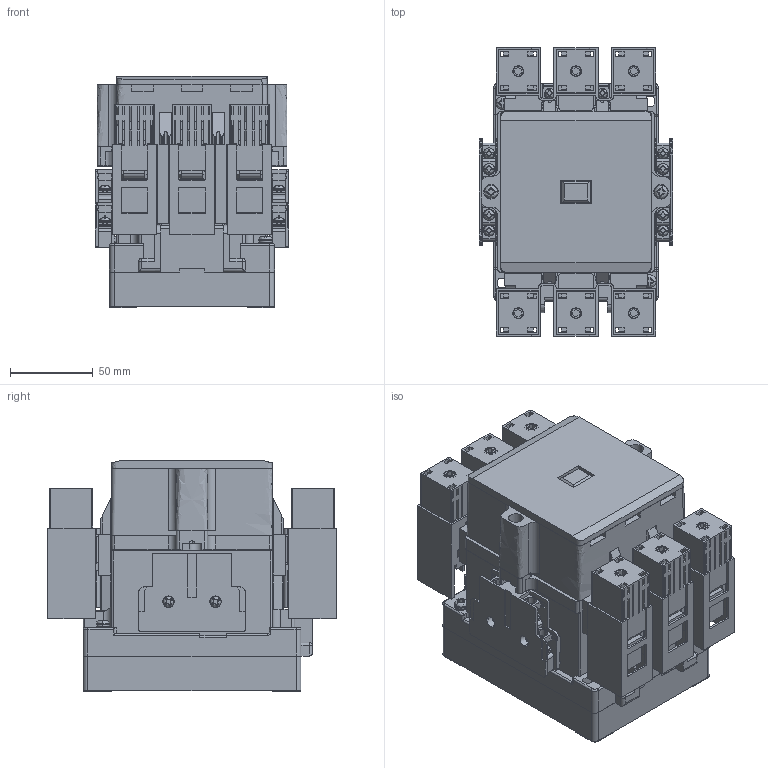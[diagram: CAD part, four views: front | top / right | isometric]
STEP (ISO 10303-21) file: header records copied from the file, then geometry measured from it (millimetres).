
FILE_DESCRIPTION (( 'STEP AP214' ), '1' );
FILE_NAME ('SC-E7-400V.step', '2016-04-18T19:24:34', ( '' ), ( '' ), 'SwSTEP 2.0', 'SolidWorks 2015', '' );
FILE_SCHEMA (( 'AUTOMOTIVE_DESIGN' ));
Length unit declared in the file: inch
Products named in the file (1): SC-E7-400V
Bounding box: 117.4 x 174.6 x 140 mm (x, y, z)
Volume: 1413669.5 mm3; surface area: 483489.6 mm2
Topology: 113 solids, 113 shells, 5330 faces, 15294 edges, 10053 vertices
Faces by surface type: plane 4093, cylinder 1029, cone 106, bspline 102
Entity records: 247320 total; most frequent: CARTESIAN_POINT 36938, ORIENTED_EDGE 30558, DIRECTION 26953, EDGE_CURVE 15279, VECTOR 11793, LINE 11793, VERTEX_POINT 10053, AXIS2_PLACEMENT_3D 7580
